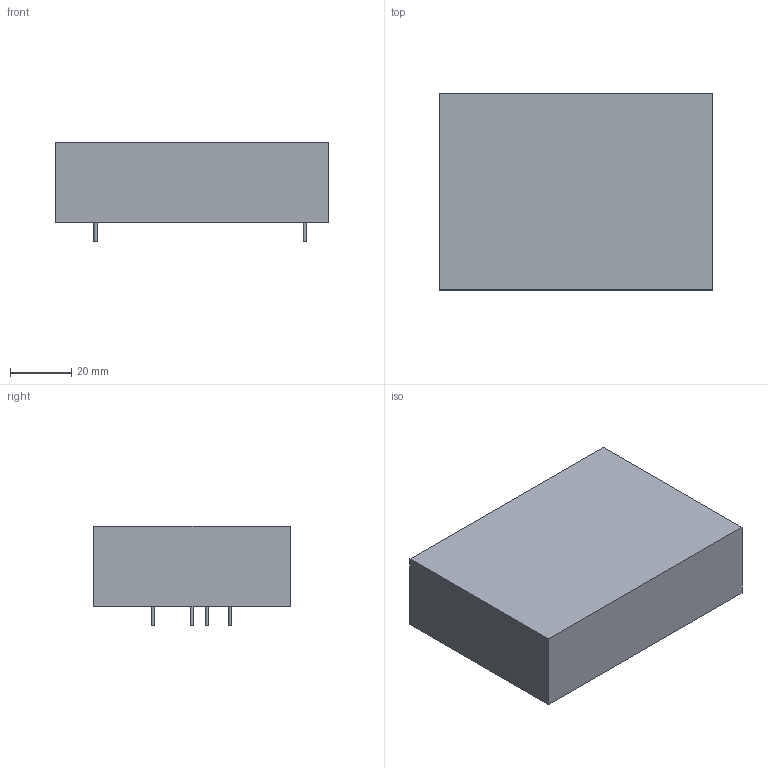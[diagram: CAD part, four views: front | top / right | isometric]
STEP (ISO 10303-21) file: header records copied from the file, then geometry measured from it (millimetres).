
FILE_DESCRIPTION(('FreeCAD Model'),'2;1');
FILE_NAME('Open CASCADE Shape Model','2024-01-08T11:46:13',('Author'),( ''),'Open CASCADE STEP processor 7.5','FreeCAD','Unknown');
FILE_SCHEMA(('AUTOMOTIVE_DESIGN { 1 0 10303 214 1 1 1 1 }'));
Length unit declared in the file: millimetre
Products named in the file (1): Group
Bounding box: 89.66 x 64.26 x 32.77 mm (x, y, z)
Volume: 151796.6 mm3; surface area: 20213.2 mm2
Topology: 1 solids, 1 shells, 24 faces, 39 edges, 26 vertices
Faces by surface type: plane 15, cylinder 9
Full cylindrical faces by diameter (mm): 1.016 x5, 3.81 x4
Entity records: 1090 total; most frequent: DIRECTION 185, CARTESIAN_POINT 168, LINE 81, VECTOR 81, ORIENTED_EDGE 78, PCURVE 78, DEFINITIONAL_REPRESENTATION 78, AXIS2_PLACEMENT_3D 43
